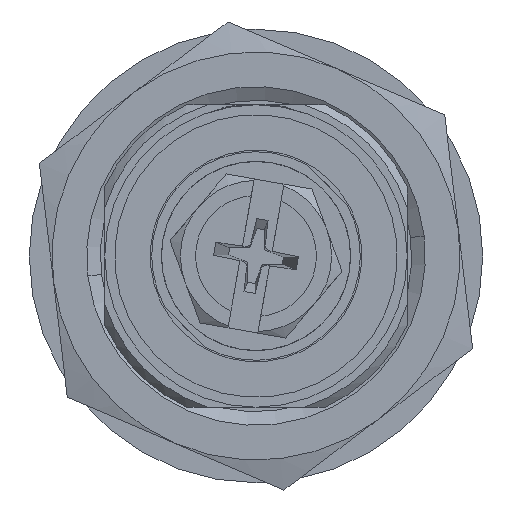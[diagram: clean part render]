
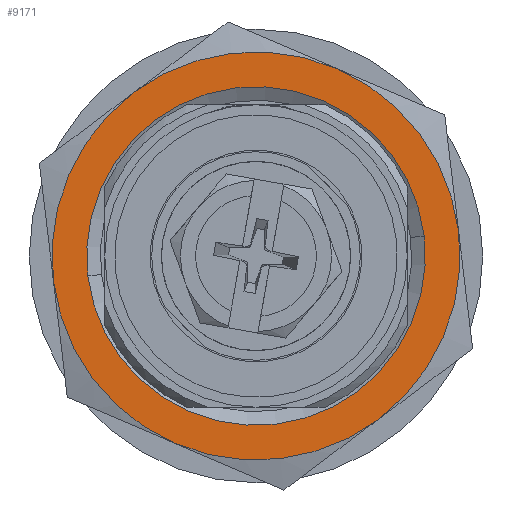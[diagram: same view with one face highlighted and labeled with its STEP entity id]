
A CAD part, front view. The second image highlights one B-rep face of the part: STEP entity #9171.
In plain terms, the highlighted planar face has unit normal (0, -1, 0).
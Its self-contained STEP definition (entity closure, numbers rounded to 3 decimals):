
#1480 = CARTESIAN_POINT ( 'NONE',  ( 8.088, -5.3, -10.809 ) ) ;
#1676 = AXIS2_PLACEMENT_3D ( 'NONE', #7459, #7413, #7412 ) ;
#1829 = CIRCLE ( 'NONE', #4585, 13.5 ) ;
#1841 = AXIS2_PLACEMENT_3D ( 'NONE', #9033, #5321, #5308 ) ;
#2002 = ORIENTED_EDGE ( 'NONE', *, *, #10332, .F. ) ;
#2101 = ORIENTED_EDGE ( 'NONE', *, *, #8927, .F. ) ;
#2879 = AXIS2_PLACEMENT_3D ( 'NONE', #12435, #12448, #12423 ) ;
#3442 = CIRCLE ( 'NONE', #1841, 13.5 ) ;
#3454 = CIRCLE ( 'NONE', #7075, 13.5 ) ;
#4095 = VERTEX_POINT ( 'NONE', #7523 ) ;
#4385 = ORIENTED_EDGE ( 'NONE', *, *, #6794, .F. ) ;
#4493 = CARTESIAN_POINT ( 'NONE',  ( 0., -5.3, 0. ) ) ;
#4509 = CARTESIAN_POINT ( 'NONE',  ( -5.316, -5.3, -12.409 ) ) ;
#4511 = DIRECTION ( 'NONE',  ( -0.993, 0., -0.119 ) ) ;
#4520 = DIRECTION ( 'NONE',  ( 0., 1., 0. ) ) ;
#4579 = DIRECTION ( 'NONE',  ( -0.993, 0., -0.119 ) ) ;
#4585 = AXIS2_PLACEMENT_3D ( 'NONE', #11456, #11445, #11444 ) ;
#4593 = DIRECTION ( 'NONE',  ( 0., 1., 0. ) ) ;
#4609 = CARTESIAN_POINT ( 'NONE',  ( 0., -5.3, 0. ) ) ;
#4859 = VERTEX_POINT ( 'NONE', #12141 ) ;
#4890 = CARTESIAN_POINT ( 'NONE',  ( 11.121, -5.3, 1.328 ) ) ;
#5303 = VERTEX_POINT ( 'NONE', #13198 ) ;
#5308 = DIRECTION ( 'NONE',  ( -0.993, 0., -0.119 ) ) ;
#5321 = DIRECTION ( 'NONE',  ( 0., 1., 0. ) ) ;
#5940 = CARTESIAN_POINT ( 'NONE',  ( 5.316, -5.3, 12.409 ) ) ;
#6419 = DIRECTION ( 'NONE',  ( -0.993, 0., -0.119 ) ) ;
#6436 = DIRECTION ( 'NONE',  ( 0., 1., 0. ) ) ;
#6447 = CARTESIAN_POINT ( 'NONE',  ( -14.329, -5.3, 6.139 ) ) ;
#6794 = EDGE_CURVE ( 'NONE', #4859, #12142, #13306, .T. ) ;
#6795 = AXIS2_PLACEMENT_3D ( 'NONE', #6447, #6436, #6419 ) ;
#6814 = PLANE ( 'NONE',  #6795 ) ;
#7075 = AXIS2_PLACEMENT_3D ( 'NONE', #7921, #7916, #7906 ) ;
#7195 = CIRCLE ( 'NONE', #2879, 13.5 ) ;
#7412 = DIRECTION ( 'NONE',  ( -0.993, 0., -0.119 ) ) ;
#7413 = DIRECTION ( 'NONE',  ( 0., 1., 0. ) ) ;
#7459 = CARTESIAN_POINT ( 'NONE',  ( 0., -5.3, 0. ) ) ;
#7523 = CARTESIAN_POINT ( 'NONE',  ( -13.405, -5.3, -1.6 ) ) ;
#7725 = EDGE_CURVE ( 'NONE', #12142, #8515, #7195, .T. ) ;
#7906 = DIRECTION ( 'NONE',  ( -0.993, 0., -0.119 ) ) ;
#7908 = VERTEX_POINT ( 'NONE', #4509 ) ;
#7916 = DIRECTION ( 'NONE',  ( 0., 1., 0. ) ) ;
#7921 = CARTESIAN_POINT ( 'NONE',  ( 0., -5.3, 0. ) ) ;
#8094 = AXIS2_PLACEMENT_3D ( 'NONE', #4493, #4520, #4511 ) ;
#8252 = EDGE_CURVE ( 'NONE', #8515, #12730, #1829, .T. ) ;
#8515 = VERTEX_POINT ( 'NONE', #10015 ) ;
#8927 = EDGE_CURVE ( 'NONE', #12730, #7908, #3454, .T. ) ;
#9033 = CARTESIAN_POINT ( 'NONE',  ( 0., -5.3, 0. ) ) ;
#9083 = ORIENTED_EDGE ( 'NONE', *, *, #9640, .F. ) ;
#9171 = ADVANCED_FACE ( 'NONE', ( #12436, #13129 ), #6814, .F. ) ;
#9429 = ORIENTED_EDGE ( 'NONE', *, *, #11867, .T. ) ;
#9640 = EDGE_CURVE ( 'NONE', #7908, #4095, #11242, .T. ) ;
#10015 = CARTESIAN_POINT ( 'NONE',  ( 13.405, -5.3, 1.6 ) ) ;
#10190 = ORIENTED_EDGE ( 'NONE', *, *, #8252, .F. ) ;
#10242 = CIRCLE ( 'NONE', #1676, 11.2 ) ;
#10332 = EDGE_CURVE ( 'NONE', #4095, #4859, #3442, .T. ) ;
#10545 = ORIENTED_EDGE ( 'NONE', *, *, #7725, .F. ) ;
#10997 = EDGE_CURVE ( 'NONE', #5303, #12300, #12906, .T. ) ;
#11242 = CIRCLE ( 'NONE', #13638, 13.5 ) ;
#11444 = DIRECTION ( 'NONE',  ( -0.993, 0., -0.119 ) ) ;
#11445 = DIRECTION ( 'NONE',  ( 0., 1., 0. ) ) ;
#11456 = CARTESIAN_POINT ( 'NONE',  ( 0., -5.3, 0. ) ) ;
#11766 = EDGE_LOOP ( 'NONE', ( #9429, #13817 ) ) ;
#11867 = EDGE_CURVE ( 'NONE', #12300, #5303, #10242, .T. ) ;
#12141 = CARTESIAN_POINT ( 'NONE',  ( -8.088, -5.3, 10.809 ) ) ;
#12142 = VERTEX_POINT ( 'NONE', #5940 ) ;
#12300 = VERTEX_POINT ( 'NONE', #4890 ) ;
#12322 = EDGE_LOOP ( 'NONE', ( #2002, #9083, #2101, #10190, #10545, #4385 ) ) ;
#12423 = DIRECTION ( 'NONE',  ( -0.993, 0., -0.119 ) ) ;
#12435 = CARTESIAN_POINT ( 'NONE',  ( 0., -5.3, 0. ) ) ;
#12436 = FACE_BOUND ( 'NONE', #11766, .T. ) ;
#12448 = DIRECTION ( 'NONE',  ( 0., 1., 0. ) ) ;
#12730 = VERTEX_POINT ( 'NONE', #1480 ) ;
#12906 = CIRCLE ( 'NONE', #8094, 11.2 ) ;
#13129 = FACE_OUTER_BOUND ( 'NONE', #12322, .T. ) ;
#13198 = CARTESIAN_POINT ( 'NONE',  ( -11.121, -5.3, -1.328 ) ) ;
#13306 = CIRCLE ( 'NONE', #13413, 13.5 ) ;
#13377 = DIRECTION ( 'NONE',  ( -0.993, 0., -0.119 ) ) ;
#13394 = DIRECTION ( 'NONE',  ( 0., 1., 0. ) ) ;
#13413 = AXIS2_PLACEMENT_3D ( 'NONE', #4609, #4593, #4579 ) ;
#13499 = CARTESIAN_POINT ( 'NONE',  ( 0., -5.3, 0. ) ) ;
#13638 = AXIS2_PLACEMENT_3D ( 'NONE', #13499, #13394, #13377 ) ;
#13817 = ORIENTED_EDGE ( 'NONE', *, *, #10997, .T. ) ;
